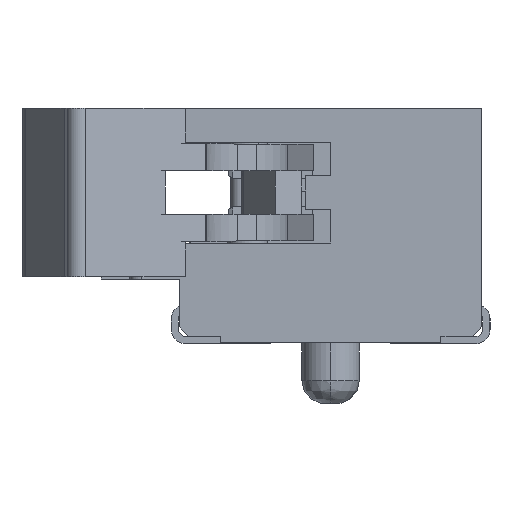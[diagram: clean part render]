
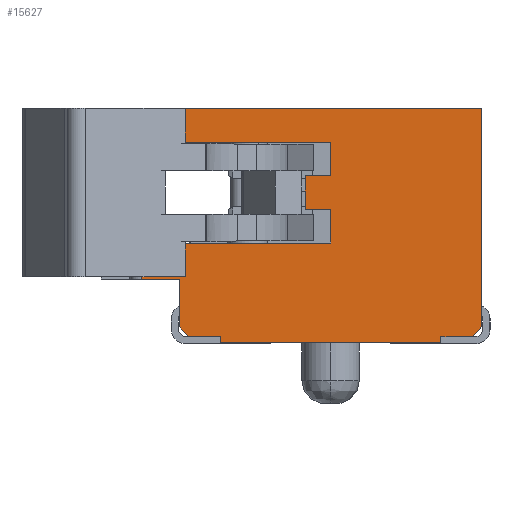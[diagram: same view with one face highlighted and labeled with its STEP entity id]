
A CAD part, left-side view. The second image highlights one B-rep face of the part: STEP entity #15627.
In plain terms, the highlighted planar face has unit normal (-1, 0, 0).
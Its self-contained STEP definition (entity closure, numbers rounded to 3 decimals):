
#15319=CARTESIAN_POINT('',(-48.9,-5.89,0.26));
#15320=VERTEX_POINT('',#15319);
#15321=CARTESIAN_POINT('',(-48.9,-6.29,0.66));
#15322=VERTEX_POINT('',#15321);
#15323=CARTESIAN_POINT('',(-48.9,-5.89,0.26));
#15324=DIRECTION('',(0.,-0.707,0.707));
#15325=VECTOR('',#15324,0.566);
#15326=LINE('',#15323,#15325);
#15327=EDGE_CURVE('',#15320,#15322,#15326,.T.);
#15392=CARTESIAN_POINT('',(-48.9,-6.29,9.75));
#15393=VERTEX_POINT('',#15392);
#15400=CARTESIAN_POINT('',(-48.9,-6.29,9.75));
#15401=DIRECTION('',(0.0,0.0,-1.0));
#15402=VECTOR('',#15401,9.09);
#15403=LINE('',#15400,#15402);
#15404=EDGE_CURVE('',#15393,#15322,#15403,.T.);
#15476=CARTESIAN_POINT('',(-48.9,8.557,10.238));
#15477=DIRECTION('',(-1.0,0.0,0.0));
#15478=DIRECTION('',(0.0,0.0,1.0));
#15479=AXIS2_PLACEMENT_3D('',#15476,#15477,#15478);
#15480=PLANE('',#15479);
#15481=CARTESIAN_POINT('',(-48.9,-4.59,0.0));
#15482=VERTEX_POINT('',#15481);
#15483=CARTESIAN_POINT('',(-48.9,-4.59,0.26));
#15484=VERTEX_POINT('',#15483);
#15485=CARTESIAN_POINT('',(-48.9,-4.59,0.0));
#15486=DIRECTION('',(0.0,0.0,1.0));
#15487=VECTOR('',#15486,0.26);
#15488=LINE('',#15485,#15487);
#15489=EDGE_CURVE('',#15482,#15484,#15488,.T.);
#15490=ORIENTED_EDGE('',*,*,#15489,.T.);
#15491=CARTESIAN_POINT('',(-48.9,-5.89,0.26));
#15492=DIRECTION('',(0.0,1.0,0.0));
#15493=VECTOR('',#15492,1.3);
#15494=LINE('',#15491,#15493);
#15495=EDGE_CURVE('',#15320,#15484,#15494,.T.);
#15496=ORIENTED_EDGE('',*,*,#15495,.F.);
#15497=ORIENTED_EDGE('',*,*,#15327,.T.);
#15498=ORIENTED_EDGE('',*,*,#15404,.F.);
#15499=CARTESIAN_POINT('',(-48.9,7.85,9.75));
#15500=VERTEX_POINT('',#15499);
#15501=CARTESIAN_POINT('',(-48.9,-6.29,9.75));
#15502=DIRECTION('',(0.0,1.0,0.0));
#15503=VECTOR('',#15502,14.14);
#15504=LINE('',#15501,#15503);
#15505=EDGE_CURVE('',#15393,#15500,#15504,.T.);
#15506=ORIENTED_EDGE('',*,*,#15505,.T.);
#15507=CARTESIAN_POINT('',(-48.9,7.85,8.35));
#15508=VERTEX_POINT('',#15507);
#15509=CARTESIAN_POINT('',(-48.9,7.85,8.35));
#15510=DIRECTION('',(0.,0.,1.0));
#15511=VECTOR('',#15510,1.4);
#15512=LINE('',#15509,#15511);
#15513=EDGE_CURVE('',#15508,#15500,#15512,.T.);
#15514=ORIENTED_EDGE('',*,*,#15513,.F.);
#15515=CARTESIAN_POINT('',(-48.9,0.,8.35));
#15516=VERTEX_POINT('',#15515);
#15517=CARTESIAN_POINT('',(-48.9,7.85,8.35));
#15518=DIRECTION('',(0.0,-1.0,0.0));
#15519=VECTOR('',#15518,7.85);
#15520=LINE('',#15517,#15519);
#15521=EDGE_CURVE('',#15508,#15516,#15520,.T.);
#15522=ORIENTED_EDGE('',*,*,#15521,.T.);
#15523=CARTESIAN_POINT('',(-48.9,0.,6.95));
#15524=VERTEX_POINT('',#15523);
#15525=CARTESIAN_POINT('',(-48.9,0.,8.35));
#15526=DIRECTION('',(0.0,0.0,-1.0));
#15527=VECTOR('',#15526,1.4);
#15528=LINE('',#15525,#15527);
#15529=EDGE_CURVE('',#15516,#15524,#15528,.T.);
#15530=ORIENTED_EDGE('',*,*,#15529,.T.);
#15531=CARTESIAN_POINT('',(-48.9,1.05,6.95));
#15532=VERTEX_POINT('',#15531);
#15533=CARTESIAN_POINT('',(-48.9,0.,6.95));
#15534=DIRECTION('',(0.0,1.0,0.0));
#15535=VECTOR('',#15534,1.05);
#15536=LINE('',#15533,#15535);
#15537=EDGE_CURVE('',#15524,#15532,#15536,.T.);
#15538=ORIENTED_EDGE('',*,*,#15537,.T.);
#15539=CARTESIAN_POINT('',(-48.9,1.05,5.55));
#15540=VERTEX_POINT('',#15539);
#15541=CARTESIAN_POINT('',(-48.9,1.05,6.95));
#15542=DIRECTION('',(0.0,0.0,-1.0));
#15543=VECTOR('',#15542,1.4);
#15544=LINE('',#15541,#15543);
#15545=EDGE_CURVE('',#15532,#15540,#15544,.T.);
#15546=ORIENTED_EDGE('',*,*,#15545,.T.);
#15547=CARTESIAN_POINT('',(-48.9,0.,5.55));
#15548=VERTEX_POINT('',#15547);
#15549=CARTESIAN_POINT('',(-48.9,1.05,5.55));
#15550=DIRECTION('',(0.0,-1.0,0.0));
#15551=VECTOR('',#15550,1.05);
#15552=LINE('',#15549,#15551);
#15553=EDGE_CURVE('',#15540,#15548,#15552,.T.);
#15554=ORIENTED_EDGE('',*,*,#15553,.T.);
#15555=CARTESIAN_POINT('',(-48.9,0.,4.15));
#15556=VERTEX_POINT('',#15555);
#15557=CARTESIAN_POINT('',(-48.9,0.,5.55));
#15558=DIRECTION('',(0.0,0.0,-1.0));
#15559=VECTOR('',#15558,1.4);
#15560=LINE('',#15557,#15559);
#15561=EDGE_CURVE('',#15548,#15556,#15560,.T.);
#15562=ORIENTED_EDGE('',*,*,#15561,.T.);
#15563=CARTESIAN_POINT('',(-48.9,7.85,4.15));
#15564=VERTEX_POINT('',#15563);
#15565=CARTESIAN_POINT('',(-48.9,7.85,4.15));
#15566=DIRECTION('',(0.0,-1.0,0.0));
#15567=VECTOR('',#15566,7.85);
#15568=LINE('',#15565,#15567);
#15569=EDGE_CURVE('',#15564,#15556,#15568,.T.);
#15570=ORIENTED_EDGE('',*,*,#15569,.F.);
#15571=CARTESIAN_POINT('',(-48.9,7.85,2.65));
#15572=VERTEX_POINT('',#15571);
#15573=CARTESIAN_POINT('',(-48.9,7.85,2.65));
#15574=DIRECTION('',(0.0,0.0,1.0));
#15575=VECTOR('',#15574,1.5);
#15576=LINE('',#15573,#15575);
#15577=EDGE_CURVE('',#15572,#15564,#15576,.T.);
#15578=ORIENTED_EDGE('',*,*,#15577,.F.);
#15579=CARTESIAN_POINT('',(-48.9,6.29,2.65));
#15580=VERTEX_POINT('',#15579);
#15581=CARTESIAN_POINT('',(-48.9,6.29,2.65));
#15582=DIRECTION('',(0.0,1.0,0.0));
#15583=VECTOR('',#15582,1.56);
#15584=LINE('',#15581,#15583);
#15585=EDGE_CURVE('',#15580,#15572,#15584,.T.);
#15586=ORIENTED_EDGE('',*,*,#15585,.F.);
#15587=CARTESIAN_POINT('',(-48.9,6.29,0.66));
#15588=VERTEX_POINT('',#15587);
#15589=CARTESIAN_POINT('',(-48.9,6.29,0.66));
#15590=DIRECTION('',(0.0,0.0,1.0));
#15591=VECTOR('',#15590,1.99);
#15592=LINE('',#15589,#15591);
#15593=EDGE_CURVE('',#15588,#15580,#15592,.T.);
#15594=ORIENTED_EDGE('',*,*,#15593,.F.);
#15595=CARTESIAN_POINT('',(-48.9,5.89,0.26));
#15596=VERTEX_POINT('',#15595);
#15597=CARTESIAN_POINT('',(-48.9,6.29,0.66));
#15598=DIRECTION('',(0.0,-0.707,-0.707));
#15599=VECTOR('',#15598,0.566);
#15600=LINE('',#15597,#15599);
#15601=EDGE_CURVE('',#15588,#15596,#15600,.T.);
#15602=ORIENTED_EDGE('',*,*,#15601,.T.);
#15603=CARTESIAN_POINT('',(-48.9,4.59,0.26));
#15604=VERTEX_POINT('',#15603);
#15605=CARTESIAN_POINT('',(-48.9,4.59,0.26));
#15606=DIRECTION('',(0.0,1.0,0.0));
#15607=VECTOR('',#15606,1.3);
#15608=LINE('',#15605,#15607);
#15609=EDGE_CURVE('',#15604,#15596,#15608,.T.);
#15610=ORIENTED_EDGE('',*,*,#15609,.F.);
#15611=CARTESIAN_POINT('',(-48.9,4.59,0.0));
#15612=VERTEX_POINT('',#15611);
#15613=CARTESIAN_POINT('',(-48.9,4.59,0.26));
#15614=DIRECTION('',(0.0,0.0,-1.0));
#15615=VECTOR('',#15614,0.26);
#15616=LINE('',#15613,#15615);
#15617=EDGE_CURVE('',#15604,#15612,#15616,.T.);
#15618=ORIENTED_EDGE('',*,*,#15617,.T.);
#15619=CARTESIAN_POINT('',(-48.9,4.59,0.0));
#15620=DIRECTION('',(0.0,-1.0,0.0));
#15621=VECTOR('',#15620,9.18);
#15622=LINE('',#15619,#15621);
#15623=EDGE_CURVE('',#15612,#15482,#15622,.T.);
#15624=ORIENTED_EDGE('',*,*,#15623,.T.);
#15625=EDGE_LOOP('',(#15490,#15496,#15497,#15498,#15506,#15514,#15522,#15530,#15538,#15546,#15554,#15562,#15570,#15578,#15586,#15594,#15602,#15610,#15618,#15624));
#15626=FACE_OUTER_BOUND('',#15625,.T.);
#15627=ADVANCED_FACE('',(#15626),#15480,.T.);
